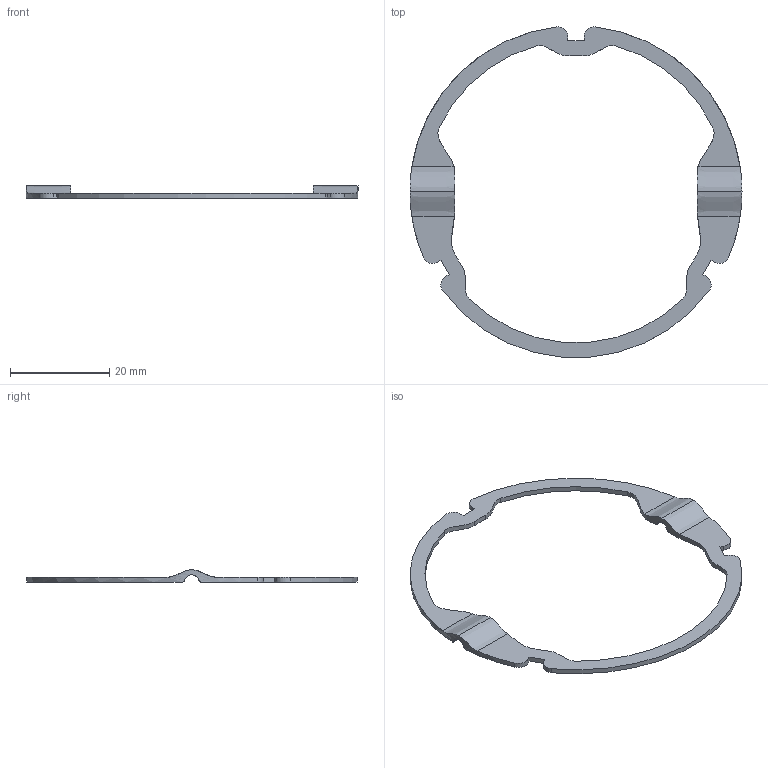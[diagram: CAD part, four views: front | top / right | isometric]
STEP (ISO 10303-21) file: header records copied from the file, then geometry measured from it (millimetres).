
FILE_DESCRIPTION(('CATIA V5 STEP Exchange'),'2;1');
FILE_NAME('Ringtraeger.stp','2015-11-24T16:56:32+00:00',('none'),('none'),'CATIA Version 5 Release 17 (IN-10)','CATIA V5 STEP AP203','none');
FILE_SCHEMA(('CONFIG_CONTROL_DESIGN'));
Length unit declared in the file: millimetre
Products named in the file (1): Ringtraeger
Bounding box: 67 x 66.67 x 2.5 mm (x, y, z)
Volume: 928.7 mm3; surface area: 2181 mm2
Topology: 1 solids, 1 shells, 51 faces, 152 edges, 101 vertices
Faces by surface type: cylinder 24, plane 15, extrusion 12
Entity records: 1886 total; most frequent: CARTESIAN_POINT 577, ORIENTED_EDGE 304, DIRECTION 187, EDGE_CURVE 152, VERTEX_POINT 101, VECTOR 85, AXIS2_PLACEMENT_3D 73, LINE 73
